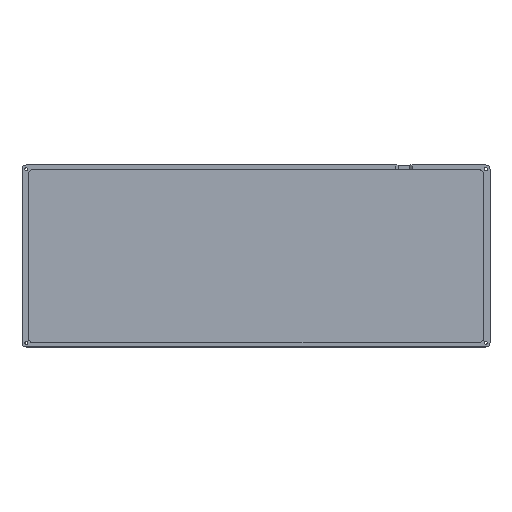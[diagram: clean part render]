
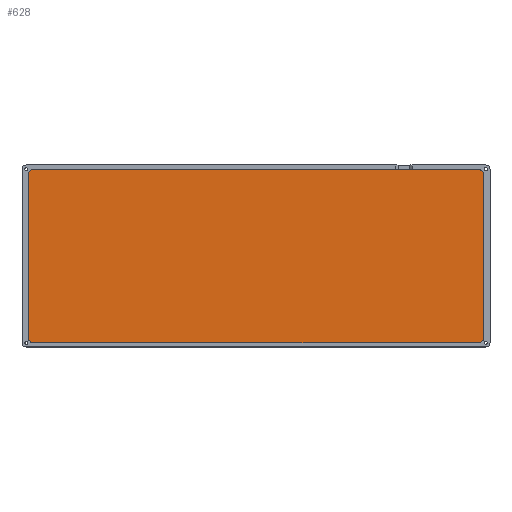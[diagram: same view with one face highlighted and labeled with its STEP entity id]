
A CAD part, top view. The second image highlights one B-rep face of the part: STEP entity #628.
In plain terms, the highlighted planar face has unit normal (0, 0, 1).
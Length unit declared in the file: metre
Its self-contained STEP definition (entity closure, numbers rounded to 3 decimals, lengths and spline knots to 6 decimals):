
#31=CIRCLE('',#683,0.004);
#33=CIRCLE('',#687,0.004);
#35=CIRCLE('',#691,0.004);
#37=CIRCLE('',#695,0.004);
#196=ORIENTED_EDGE('',*,*,#269,.T.);
#197=ORIENTED_EDGE('',*,*,#265,.T.);
#198=ORIENTED_EDGE('',*,*,#297,.F.);
#199=ORIENTED_EDGE('',*,*,#290,.T.);
#200=ORIENTED_EDGE('',*,*,#288,.F.);
#201=ORIENTED_EDGE('',*,*,#278,.T.);
#202=ORIENTED_EDGE('',*,*,#275,.T.);
#203=ORIENTED_EDGE('',*,*,#272,.T.);
#265=EDGE_CURVE('',#339,#340,#31,.T.);
#269=EDGE_CURVE('',#343,#339,#390,.T.);
#272=EDGE_CURVE('',#345,#343,#33,.T.);
#275=EDGE_CURVE('',#347,#345,#394,.T.);
#278=EDGE_CURVE('',#349,#347,#35,.T.);
#288=EDGE_CURVE('',#349,#358,#405,.T.);
#290=EDGE_CURVE('',#359,#358,#37,.T.);
#297=EDGE_CURVE('',#359,#340,#408,.T.);
#339=VERTEX_POINT('',#996);
#340=VERTEX_POINT('',#997);
#343=VERTEX_POINT('',#1005);
#345=VERTEX_POINT('',#1011);
#347=VERTEX_POINT('',#1017);
#349=VERTEX_POINT('',#1023);
#358=VERTEX_POINT('',#1043);
#359=VERTEX_POINT('',#1047);
#390=LINE('',#1004,#440);
#394=LINE('',#1016,#444);
#405=LINE('',#1042,#455);
#408=LINE('',#1063,#458);
#440=VECTOR('',#819,1.);
#444=VECTOR('',#831,1.);
#455=VECTOR('',#850,1.);
#458=VECTOR('',#875,1.);
#516=EDGE_LOOP('',(#196,#197,#198,#199,#200,#201,#202,#203));
#572=FACE_BOUND('',#516,.T.);
#592=PLANE('',#709);
#628=ADVANCED_FACE('',(#572),#592,.T.);
#683=AXIS2_PLACEMENT_3D('',#995,#811,#812);
#687=AXIS2_PLACEMENT_3D('',#1010,#824,#825);
#691=AXIS2_PLACEMENT_3D('',#1022,#836,#837);
#695=AXIS2_PLACEMENT_3D('',#1046,#854,#855);
#709=AXIS2_PLACEMENT_3D('',#1072,#887,#888);
#811=DIRECTION('',(0.,0.,1.));
#812=DIRECTION('',(1.,0.,0.));
#819=DIRECTION('',(1.,0.,0.));
#824=DIRECTION('',(0.,0.,1.));
#825=DIRECTION('',(1.,0.,0.));
#831=DIRECTION('',(0.,-1.,0.));
#836=DIRECTION('',(0.,0.,1.));
#837=DIRECTION('',(1.,0.,0.));
#850=DIRECTION('',(1.,0.,0.));
#854=DIRECTION('',(0.,0.,1.));
#855=DIRECTION('',(1.,0.,0.));
#875=DIRECTION('',(0.,-1.,0.));
#887=DIRECTION('',(0.,0.,1.));
#888=DIRECTION('',(1.,0.,0.));
#995=CARTESIAN_POINT('',(0.163178,-0.056323,0.0015));
#996=CARTESIAN_POINT('',(0.163178,-0.060323,0.0015));
#997=CARTESIAN_POINT('',(0.167178,-0.056323,0.0015));
#1004=CARTESIAN_POINT('',(0.004178,-0.060323,0.0015));
#1005=CARTESIAN_POINT('',(-0.154822,-0.060323,0.0015));
#1010=CARTESIAN_POINT('',(-0.154822,-0.056323,0.0015));
#1011=CARTESIAN_POINT('',(-0.158822,-0.056323,0.0015));
#1016=CARTESIAN_POINT('',(-0.158822,0.001802,0.0015));
#1017=CARTESIAN_POINT('',(-0.158822,0.059927,0.0015));
#1022=CARTESIAN_POINT('',(-0.154822,0.059927,0.0015));
#1023=CARTESIAN_POINT('',(-0.154822,0.063927,0.0015));
#1042=CARTESIAN_POINT('',(0.004178,0.063927,0.0015));
#1043=CARTESIAN_POINT('',(0.163178,0.063927,0.0015));
#1046=CARTESIAN_POINT('',(0.163178,0.059927,0.0015));
#1047=CARTESIAN_POINT('',(0.167178,0.059927,0.0015));
#1063=CARTESIAN_POINT('',(0.167178,0.001802,0.0015));
#1072=CARTESIAN_POINT('',(0.004217,0.001911,0.0015));
